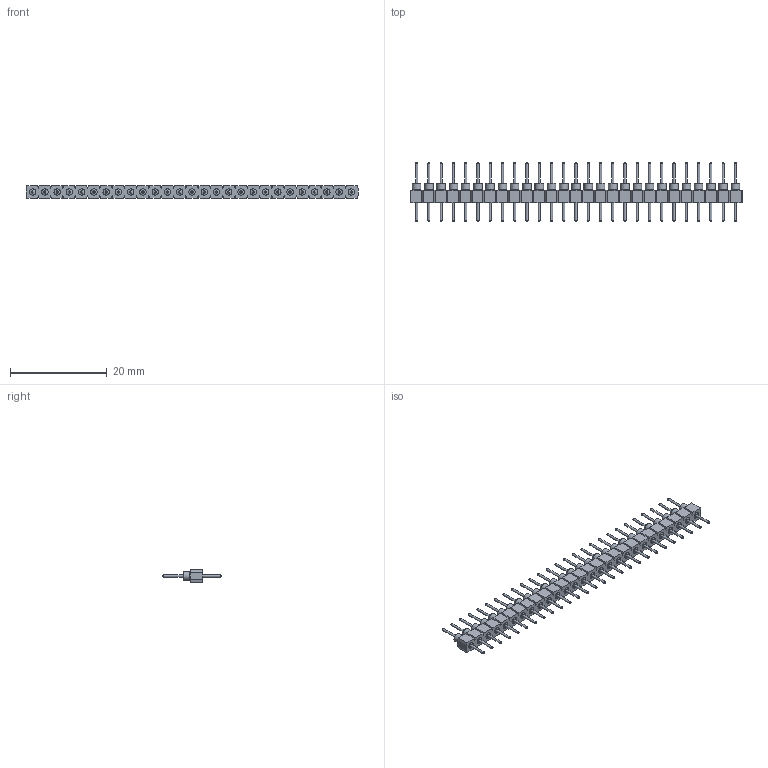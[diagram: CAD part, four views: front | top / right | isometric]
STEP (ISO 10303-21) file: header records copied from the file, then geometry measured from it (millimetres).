
FILE_DESCRIPTION(/* description */ ('STEP AP214'),/* implementation_level */ '2;1');
FILE_NAME(/* name */ 'TS-127-G-AA',/* time_stamp */ '2022-10-29T13:23:13+02:00',/* author */ ('License CC BY-ND 4.0'),/* organization */ ('CADENAS'),/* preprocessor_version */ 'ST-DEVELOPER v18.102',/* originating_system */ 'PARTsolutions',/* authorisation */ ' ');
FILE_SCHEMA (('AUTOMOTIVE_DESIGN {1 0 10303 214 3 1 1}'));
Length unit declared in the file: inch
Products named in the file (3): TS-127-G-AA; -101-G-AA_pins; TS-127-G-AA_socket
Assembly tree (28 placements, depth 2):
  TS-127-G-AA
    -101-G-AA_pins  x27
    TS-127-G-AA_socket
Bounding box: 68.78 x 12.12 x 2.54 mm (x, y, z)
Volume: 534.5 mm3; surface area: 2014.8 mm2
Topology: 28 solids, 28 shells, 625 faces, 1329 edges, 868 vertices
Faces by surface type: plane 328, cylinder 189, cone 54, torus 54
Full cylindrical faces by diameter (mm): 0.457 x54, 1.321 x81, 1.778 x54
Entity records: 7990 total; most frequent: CARTESIAN_POINT 1352, DIRECTION 1314, ORIENTED_EDGE 1226, EDGE_CURVE 613, LINE 492, VECTOR 492, VERTEX_POINT 449, AXIS2_PLACEMENT_3D 411
